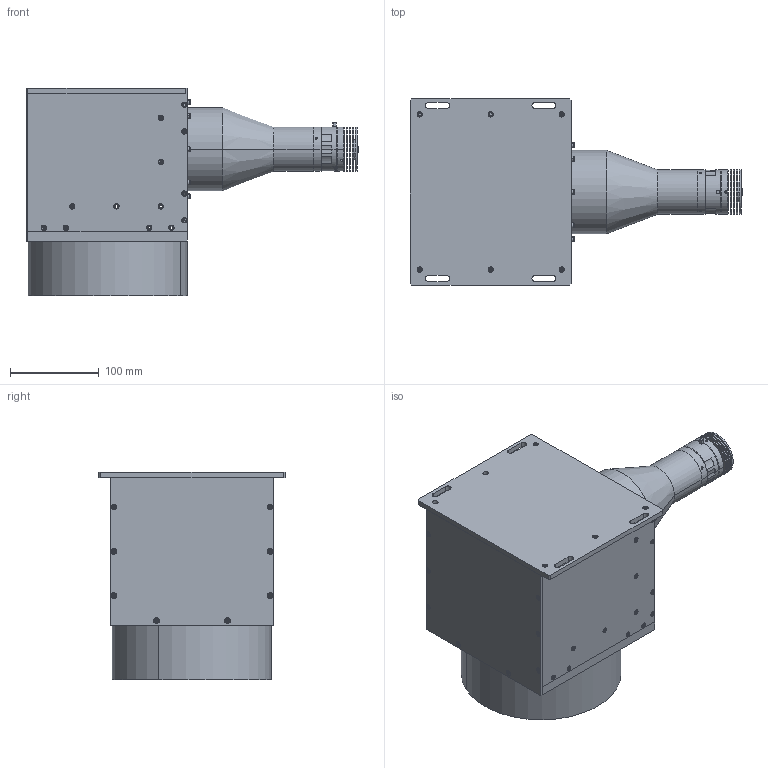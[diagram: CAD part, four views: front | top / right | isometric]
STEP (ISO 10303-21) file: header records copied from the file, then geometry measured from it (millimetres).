
FILE_DESCRIPTION (( 'STEP AP203' ), '1' );
FILE_NAME ('XF-PTI152-L90-(C).STEP', '2020-01-08T05:31:31', ( 'puyufan' ), ( '' ), 'SwSTEP 2.0', 'SolidWorks 2014', '' );
FILE_SCHEMA (( 'CONFIG_CONTROL_DESIGN' ));
Length unit declared in the file: millimetre
Products named in the file (1): XF-PTI152-L90-(C)
Bounding box: 374.24 x 210 x 233.5 mm (x, y, z)
Surface area: 342510.8 mm2 (no closed solid volume)
Topology: 0 solids, 95 shells, 694 faces, 2254 edges, 1601 vertices
Faces by surface type: plane 348, cylinder 186, torus 82, cone 76, sphere 2
Entity records: 25961 total; most frequent: CARTESIAN_POINT 6097, DIRECTION 4363, ORIENTED_EDGE 3402, EDGE_CURVE 2210, VERTEX_POINT 1601, AXIS2_PLACEMENT_3D 1524, LINE 1315, VECTOR 1315
